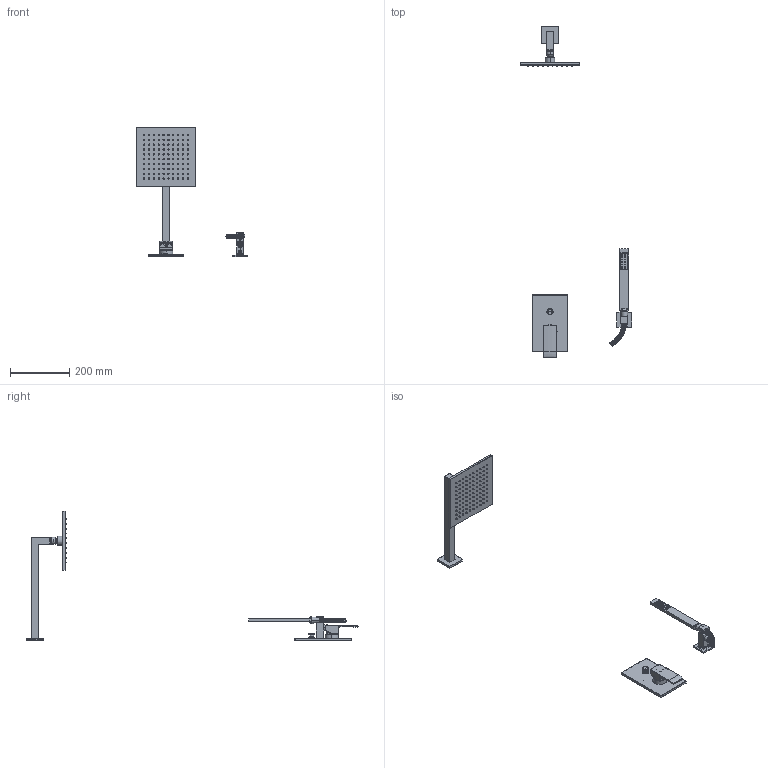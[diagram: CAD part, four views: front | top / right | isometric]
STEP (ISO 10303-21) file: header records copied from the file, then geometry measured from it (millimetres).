
FILE_DESCRIPTION((''),'2;1');
FILE_NAME('KITLES015CR','2021-11-11T17:19:23',('ut3'),('PAFFONI SpA'),'CREO PARAMETRIC BY PTC INC, 2020044','CREO PARAMETRIC BY PTC INC, 2020044','');
FILE_SCHEMA(('CONFIG_CONTROL_DESIGN','SHAPE_APPEARANCE_LAYERS_GROUPS'));
Products named in the file (1): KITLES015CR
Bounding box: 375.1 x 1118.35 x 437.66 mm (x, y, z)
Volume: 717374.1 mm3; surface area: 356804 mm2
Topology: 9 solids, 9 shells, 2215 faces, 5413 edges, 3408 vertices
Faces by surface type: plane 1117, torus 518, cylinder 385, cone 100, bspline 67, sphere 28
Entity records: 111834 total; most frequent: CARTESIAN_POINT 43146, DIRECTION 11407, ORIENTED_EDGE 10808, EDGE_CURVE 5404, AXIS2_PLACEMENT_3D 4364, VERTEX_POINT 3406, VECTOR 2679, LINE 2679
